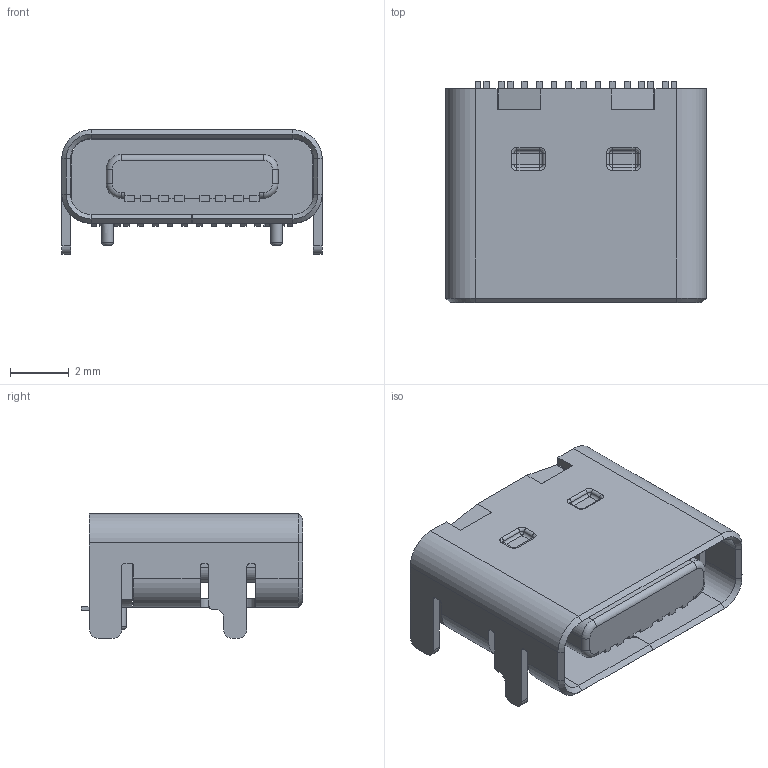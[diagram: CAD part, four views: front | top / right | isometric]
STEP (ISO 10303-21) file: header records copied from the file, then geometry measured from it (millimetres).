
FILE_DESCRIPTION(/* description */ (''),/* implementation_level */ '2;1');
FILE_NAME(/* name */ 'USB_C_Receptacle_XKB_U262-16XN-4BVC11.step',/* time_stamp */ '2020-11-27T14:23:06+08:00',/* author */ (''),/* organization */ (''),/* preprocessor_version */ 'ST-DEVELOPER v18.1',/* originating_system */ 'Autodesk Translation Framework v9.3.0.1241',/* authorisation */ '');
FILE_SCHEMA (('AUTOMOTIVE_DESIGN { 1 0 10303 214 3 1 1 }'));
Length unit declared in the file: millimetre
Products named in the file (1): (Unsaved)
Bounding box: 8.9 x 7.56 x 4.26 mm (x, y, z)
Volume: 121.9 mm3; surface area: 491.9 mm2
Topology: 11 solids, 11 shells, 393 faces, 1025 edges, 653 vertices
Faces by surface type: plane 260, cylinder 103, torus 14, cone 8, sphere 8
Full cylindrical faces by diameter (mm): 0.408 x2
Entity records: 11980 total; most frequent: CARTESIAN_POINT 2072, DIRECTION 2054, ORIENTED_EDGE 2050, EDGE_CURVE 1025, LINE 784, VECTOR 784, VERTEX_POINT 653, AXIS2_PLACEMENT_3D 635
